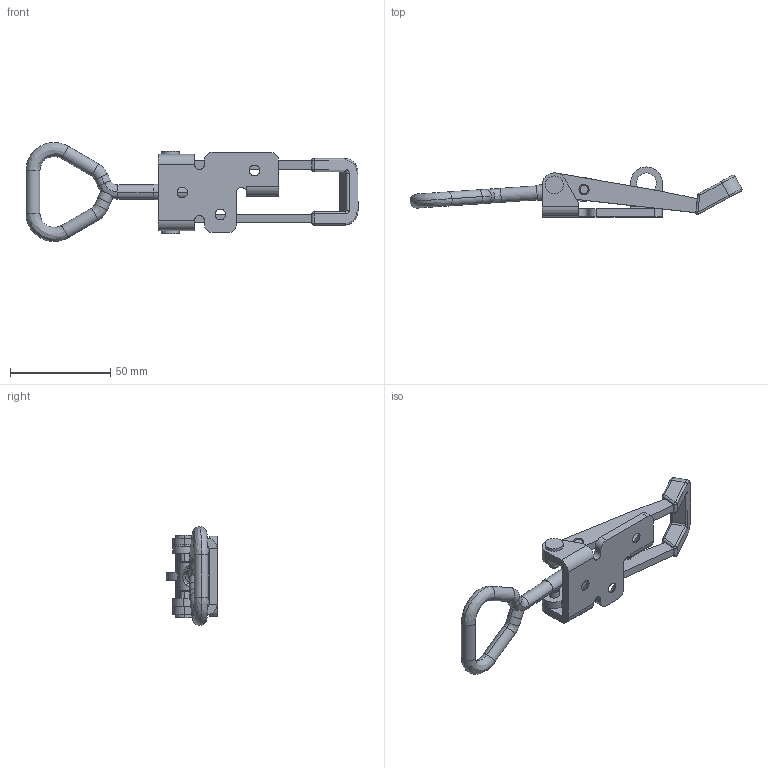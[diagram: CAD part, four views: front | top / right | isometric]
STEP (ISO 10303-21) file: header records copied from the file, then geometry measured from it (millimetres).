
FILE_DESCRIPTION (( 'STEP AP214' ), '1' );
FILE_NAME ('520926.STEP', '2016-11-15T08:18:43', ( '' ), ( '' ), 'SwSTEP 2.0', 'SolidWorks 2015', '' );
FILE_SCHEMA (( 'AUTOMOTIVE_DESIGN' ));
Length unit declared in the file: millimetre
Products named in the file (8): 520926; 703 - Skruvögla; 704 - Mid Cylinder Friction ring; 704 - Mid Cylinder Friction; 704 - Friction ring; 704 - Rivet Gradin; 703 -bygelblåplast; 703- Platta LC
Assembly tree (8 placements, depth 3):
  520926
    703- Platta LC
    703 -bygelblåplast
    704 - Rivet Gradin  x2
    704 - Mid Cylinder Friction ring
      704 - Friction ring
      704 - Mid Cylinder Friction
    703 - Skruvögla
Bounding box: 165.67 x 25 x 49.37 mm (x, y, z)
Volume: 28605.9 mm3; surface area: 19139.7 mm2
Topology: 7 solids, 7 shells, 221 faces, 508 edges, 304 vertices
Faces by surface type: cylinder 100, plane 71, cone 16, bspline 16, torus 10, sphere 8
Entity records: 7279 total; most frequent: CARTESIAN_POINT 1501, DIRECTION 1106, ORIENTED_EDGE 956, EDGE_CURVE 478, AXIS2_PLACEMENT_3D 439, VERTEX_POINT 286, EDGE_LOOP 240, CIRCLE 234
